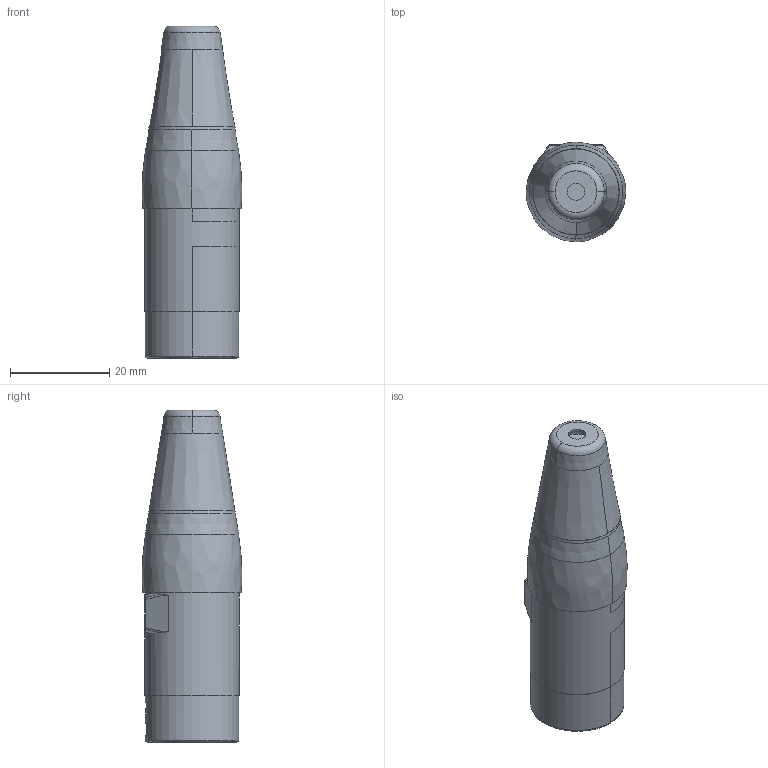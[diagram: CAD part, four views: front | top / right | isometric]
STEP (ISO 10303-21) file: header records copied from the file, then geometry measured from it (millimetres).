
FILE_DESCRIPTION((''),'2;1');
FILE_NAME('RE8MY-1','2021-06-10T',('yuj'),(''),'PRO/ENGINEER BY PARAMETRIC TECHNOLOGY CORPORATION, 2013040','PRO/ENGINEER BY PARAMETRIC TECHNOLOGY CORPORATION, 2013040','');
FILE_SCHEMA(('CONFIG_CONTROL_DESIGN'));
Length unit declared in the file: millimetre
Products named in the file (1): RE8MY-1
Bounding box: 20.07 x 20.07 x 66.8 mm (x, y, z)
Volume: 14410 mm3; surface area: 4738.7 mm2
Topology: 1 solids, 1 shells, 201 faces, 574 edges, 384 vertices
Faces by surface type: plane 131, cylinder 21, cone 16, bspline 14, torus 13, extrusion 4, sphere 2
Entity records: 7246 total; most frequent: CARTESIAN_POINT 2046, ORIENTED_EDGE 1144, DIRECTION 983, EDGE_CURVE 572, VERTEX_POINT 384, VECTOR 375, LINE 371, AXIS2_PLACEMENT_3D 304
